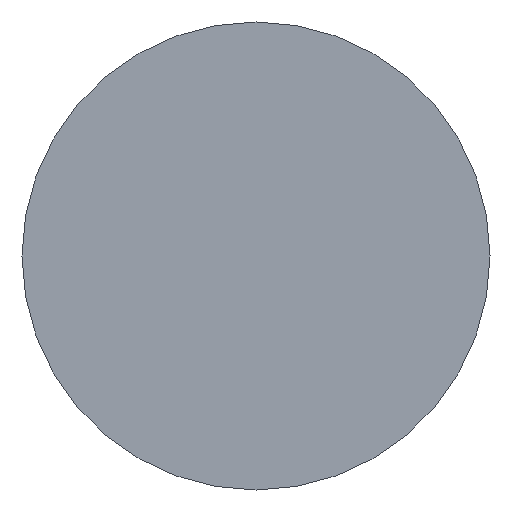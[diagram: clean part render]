
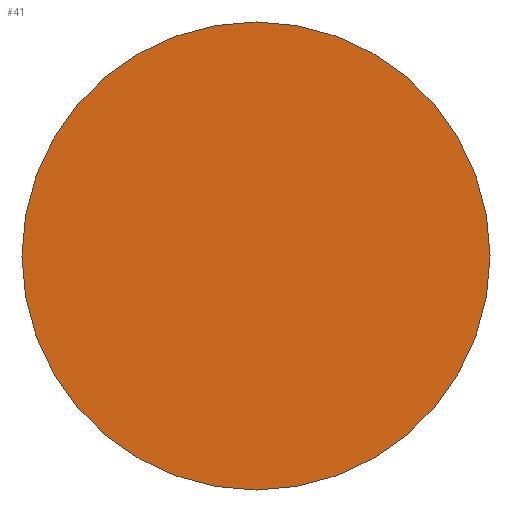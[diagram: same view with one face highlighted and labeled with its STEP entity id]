
A CAD part, front view. The second image highlights one B-rep face of the part: STEP entity #41.
In plain terms, the highlighted planar face has unit normal (0, -1, 0).
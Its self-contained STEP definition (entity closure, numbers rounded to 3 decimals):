
#6 = VERTEX_POINT ( 'NONE', #103 ) ;
#9 = EDGE_CURVE ( 'NONE', #68, #6, #18, .T. ) ;
#10 = AXIS2_PLACEMENT_3D ( 'NONE', #74, #119, #110 ) ;
#18 = CIRCLE ( 'NONE', #69, 3. ) ;
#23 = EDGE_CURVE ( 'NONE', #6, #68, #91, .T. ) ;
#24 = DIRECTION ( 'NONE',  ( 0., 1., 0. ) ) ;
#29 = FACE_OUTER_BOUND ( 'NONE', #93, .T. ) ;
#31 = DIRECTION ( 'NONE',  ( 0., 0., 1. ) ) ;
#32 = CARTESIAN_POINT ( 'NONE',  ( 0., -275., 0. ) ) ;
#41 = ADVANCED_FACE ( 'NONE', ( #29 ), #45, .F. ) ;
#45 = PLANE ( 'NONE',  #98 ) ;
#55 = ORIENTED_EDGE ( 'NONE', *, *, #9, .F. ) ;
#68 = VERTEX_POINT ( 'NONE', #101 ) ;
#69 = AXIS2_PLACEMENT_3D ( 'NONE', #82, #120, #31 ) ;
#74 = CARTESIAN_POINT ( 'NONE',  ( 0., -275., 0. ) ) ;
#82 = CARTESIAN_POINT ( 'NONE',  ( 0., -275., 0. ) ) ;
#89 = ORIENTED_EDGE ( 'NONE', *, *, #23, .F. ) ;
#91 = CIRCLE ( 'NONE', #10, 3. ) ;
#93 = EDGE_LOOP ( 'NONE', ( #55, #89 ) ) ;
#98 = AXIS2_PLACEMENT_3D ( 'NONE', #32, #24, #104 ) ;
#101 = CARTESIAN_POINT ( 'NONE',  ( 0., -275., -3. ) ) ;
#103 = CARTESIAN_POINT ( 'NONE',  ( 0., -275., 3. ) ) ;
#104 = DIRECTION ( 'NONE',  ( 0., 0., 1. ) ) ;
#110 = DIRECTION ( 'NONE',  ( 0., 0., 1. ) ) ;
#119 = DIRECTION ( 'NONE',  ( 0., 1., 0. ) ) ;
#120 = DIRECTION ( 'NONE',  ( 0., 1., 0. ) ) ;
